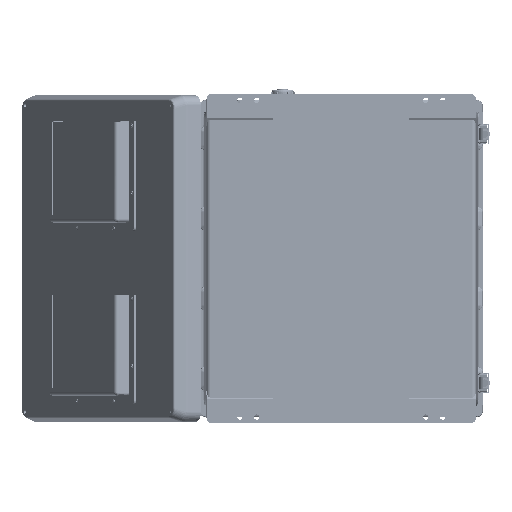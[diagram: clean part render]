
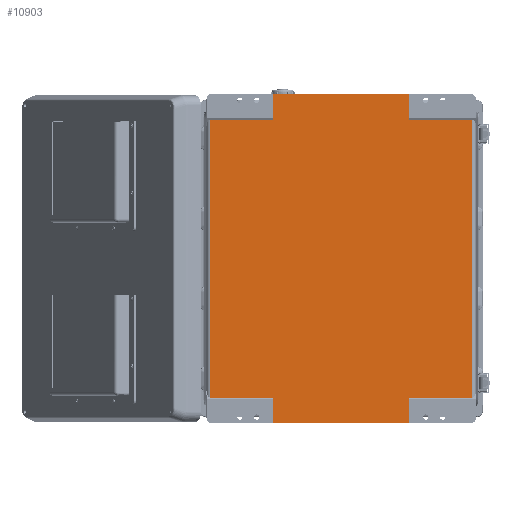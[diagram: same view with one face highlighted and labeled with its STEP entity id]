
A CAD part, front view. The second image highlights one B-rep face of the part: STEP entity #10903.
In plain terms, the highlighted planar face has unit normal (0, -1, 0).
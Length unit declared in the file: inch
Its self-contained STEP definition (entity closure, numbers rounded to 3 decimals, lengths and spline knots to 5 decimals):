
#60 = VECTOR ( 'NONE', #83054, 39.37008 ) ;
#108 = VECTOR ( 'NONE', #137771, 39.37008 ) ;
#377 = EDGE_CURVE ( 'NONE', #143693, #114486, #109478, .T. ) ;
#575 = CARTESIAN_POINT ( 'NONE',  ( -8.11811, 0.05906, -17.96858 ) ) ;
#2316 = LINE ( 'NONE', #186441, #60 ) ;
#3558 = CARTESIAN_POINT ( 'NONE',  ( 8.11811, 0.05906, -1.51961 ) ) ;
#4363 = VERTEX_POINT ( 'NONE', #69974 ) ;
#6473 = DIRECTION ( 'NONE',  ( 0., 0., -1. ) ) ;
#8359 = ORIENTED_EDGE ( 'NONE', *, *, #189926, .T. ) ;
#9320 = CARTESIAN_POINT ( 'NONE',  ( -4.03163, 0.05906, 0.85787 ) ) ;
#10892 = CARTESIAN_POINT ( 'NONE',  ( 8.11811, 0.05906, 0. ) ) ;
#10903 = ADVANCED_FACE ( 'NONE', ( #87713 ), #96291, .F. ) ;
#16577 = LINE ( 'NONE', #95767, #108 ) ;
#17483 = VERTEX_POINT ( 'NONE', #153456 ) ;
#20102 = CARTESIAN_POINT ( 'NONE',  ( 4.03163, 0.05906, -20.34606 ) ) ;
#21289 = DIRECTION ( 'NONE',  ( 0., 0., 1. ) ) ;
#21305 = EDGE_CURVE ( 'NONE', #114486, #4363, #2316, .T. ) ;
#25415 = LINE ( 'NONE', #66350, #146790 ) ;
#27182 = ORIENTED_EDGE ( 'NONE', *, *, #130770, .T. ) ;
#29080 = VERTEX_POINT ( 'NONE', #45258 ) ;
#32937 = VERTEX_POINT ( 'NONE', #36063 ) ;
#32944 = VERTEX_POINT ( 'NONE', #96694 ) ;
#34375 = CARTESIAN_POINT ( 'NONE',  ( 8.11811, 0.05906, -1.51961 ) ) ;
#36063 = CARTESIAN_POINT ( 'NONE',  ( 4.03163, 0.05906, -17.96858 ) ) ;
#45258 = CARTESIAN_POINT ( 'NONE',  ( 4.03163, 0.05906, 0. ) ) ;
#46717 = LINE ( 'NONE', #20102, #81676 ) ;
#46954 = LINE ( 'NONE', #3558, #161456 ) ;
#47101 = VECTOR ( 'NONE', #113648, 39.37008 ) ;
#47250 = EDGE_LOOP ( 'NONE', ( #63932, #104155, #52384, #164603, #127099, #153616, #8359, #84161, #167247, #27182, #165946, #97458 ) ) ;
#50046 = EDGE_CURVE ( 'NONE', #74795, #32937, #156129, .T. ) ;
#52384 = ORIENTED_EDGE ( 'NONE', *, *, #127586, .T. ) ;
#53215 = CARTESIAN_POINT ( 'NONE',  ( 4.03163, 0.05906, -19.48819 ) ) ;
#54107 = VERTEX_POINT ( 'NONE', #106977 ) ;
#56488 = VERTEX_POINT ( 'NONE', #53215 ) ;
#56598 = EDGE_CURVE ( 'NONE', #62109, #32944, #46954, .T. ) ;
#62109 = VERTEX_POINT ( 'NONE', #182823 ) ;
#63932 = ORIENTED_EDGE ( 'NONE', *, *, #377, .F. ) ;
#66350 = CARTESIAN_POINT ( 'NONE',  ( -4.03163, 0.05906, -20.34606 ) ) ;
#69108 = CARTESIAN_POINT ( 'NONE',  ( 7.73754, 0.05906, -17.96858 ) ) ;
#69974 = CARTESIAN_POINT ( 'NONE',  ( -4.03163, 0.05906, -1.51961 ) ) ;
#70411 = LINE ( 'NONE', #168277, #75068 ) ;
#74795 = VERTEX_POINT ( 'NONE', #69108 ) ;
#74830 = EDGE_CURVE ( 'NONE', #143693, #54107, #167538, .T. ) ;
#75068 = VECTOR ( 'NONE', #122575, 39.37008 ) ;
#75269 = CARTESIAN_POINT ( 'NONE',  ( 7.73754, 0.05906, -1.51961 ) ) ;
#78774 = AXIS2_PLACEMENT_3D ( 'NONE', #34375, #94339, #21289 ) ;
#81676 = VECTOR ( 'NONE', #6473, 39.37008 ) ;
#83054 = DIRECTION ( 'NONE',  ( 1., 0., 0. ) ) ;
#84161 = ORIENTED_EDGE ( 'NONE', *, *, #56598, .T. ) ;
#87713 = FACE_OUTER_BOUND ( 'NONE', #47250, .T. ) ;
#91074 = LINE ( 'NONE', #75269, #149621 ) ;
#92614 = VECTOR ( 'NONE', #118635, 39.37008 ) ;
#94339 = DIRECTION ( 'NONE',  ( 0., 1., 0. ) ) ;
#95767 = CARTESIAN_POINT ( 'NONE',  ( 8.11811, 0.05906, -19.48819 ) ) ;
#96291 = PLANE ( 'NONE',  #78774 ) ;
#96577 = CARTESIAN_POINT ( 'NONE',  ( -7.73754, 0.05906, -17.96858 ) ) ;
#96694 = CARTESIAN_POINT ( 'NONE',  ( 4.03163, 0.05906, -1.51961 ) ) ;
#97458 = ORIENTED_EDGE ( 'NONE', *, *, #21305, .F. ) ;
#98619 = VERTEX_POINT ( 'NONE', #102540 ) ;
#102540 = CARTESIAN_POINT ( 'NONE',  ( -4.03163, 0.05906, 0. ) ) ;
#104155 = ORIENTED_EDGE ( 'NONE', *, *, #74830, .T. ) ;
#106977 = CARTESIAN_POINT ( 'NONE',  ( -4.03163, 0.05906, -17.96858 ) ) ;
#109478 = LINE ( 'NONE', #126800, #133009 ) ;
#110211 = CARTESIAN_POINT ( 'NONE',  ( 8.11811, 0.05906, -17.96858 ) ) ;
#111740 = DIRECTION ( 'NONE',  ( 0., 0., 1. ) ) ;
#113229 = EDGE_CURVE ( 'NONE', #4363, #98619, #147563, .T. ) ;
#113648 = DIRECTION ( 'NONE',  ( 0., 0., 1. ) ) ;
#114368 = EDGE_CURVE ( 'NONE', #32937, #56488, #46717, .T. ) ;
#114486 = VERTEX_POINT ( 'NONE', #153331 ) ;
#118635 = DIRECTION ( 'NONE',  ( 1., 0., 0. ) ) ;
#122575 = DIRECTION ( 'NONE',  ( 0., 0., 1. ) ) ;
#123101 = EDGE_CURVE ( 'NONE', #56488, #17483, #16577, .T. ) ;
#125965 = EDGE_CURVE ( 'NONE', #32944, #29080, #70411, .T. ) ;
#126800 = CARTESIAN_POINT ( 'NONE',  ( -7.73754, 0.05906, -1.51961 ) ) ;
#127099 = ORIENTED_EDGE ( 'NONE', *, *, #114368, .F. ) ;
#127586 = EDGE_CURVE ( 'NONE', #54107, #17483, #25415, .T. ) ;
#129015 = DIRECTION ( 'NONE',  ( -1., 0., 0. ) ) ;
#130770 = EDGE_CURVE ( 'NONE', #29080, #98619, #184243, .T. ) ;
#133009 = VECTOR ( 'NONE', #111740, 39.37008 ) ;
#136773 = DIRECTION ( 'NONE',  ( -1., 0., 0. ) ) ;
#137771 = DIRECTION ( 'NONE',  ( -1., 0., 0. ) ) ;
#139802 = VECTOR ( 'NONE', #129015, 39.37008 ) ;
#141038 = DIRECTION ( 'NONE',  ( -1., 0., 0. ) ) ;
#142122 = VECTOR ( 'NONE', #141038, 39.37008 ) ;
#143693 = VERTEX_POINT ( 'NONE', #96577 ) ;
#146790 = VECTOR ( 'NONE', #153891, 39.37008 ) ;
#147563 = LINE ( 'NONE', #9320, #47101 ) ;
#149621 = VECTOR ( 'NONE', #164852, 39.37008 ) ;
#153331 = CARTESIAN_POINT ( 'NONE',  ( -7.73754, 0.05906, -1.51961 ) ) ;
#153456 = CARTESIAN_POINT ( 'NONE',  ( -4.03163, 0.05906, -19.48819 ) ) ;
#153616 = ORIENTED_EDGE ( 'NONE', *, *, #50046, .F. ) ;
#153891 = DIRECTION ( 'NONE',  ( 0., 0., -1. ) ) ;
#156129 = LINE ( 'NONE', #110211, #142122 ) ;
#161456 = VECTOR ( 'NONE', #136773, 39.37008 ) ;
#164603 = ORIENTED_EDGE ( 'NONE', *, *, #123101, .F. ) ;
#164852 = DIRECTION ( 'NONE',  ( 0., 0., 1. ) ) ;
#165946 = ORIENTED_EDGE ( 'NONE', *, *, #113229, .F. ) ;
#167247 = ORIENTED_EDGE ( 'NONE', *, *, #125965, .T. ) ;
#167538 = LINE ( 'NONE', #575, #92614 ) ;
#168277 = CARTESIAN_POINT ( 'NONE',  ( 4.03163, 0.05906, 0.85787 ) ) ;
#182823 = CARTESIAN_POINT ( 'NONE',  ( 7.73754, 0.05906, -1.51961 ) ) ;
#184243 = LINE ( 'NONE', #10892, #139802 ) ;
#186441 = CARTESIAN_POINT ( 'NONE',  ( -8.11811, 0.05906, -1.51961 ) ) ;
#189926 = EDGE_CURVE ( 'NONE', #74795, #62109, #91074, .T. ) ;
